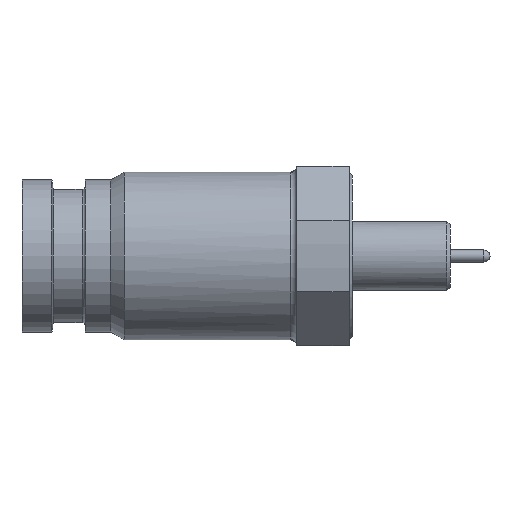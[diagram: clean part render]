
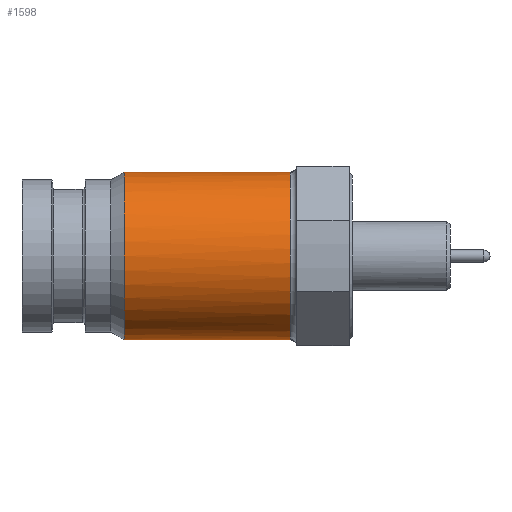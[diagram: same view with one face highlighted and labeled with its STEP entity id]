
A CAD part, front view. The second image highlights one B-rep face of the part: STEP entity #1598.
In plain terms, the highlighted cylindrical face has radius 2.65 mm (diameter 5.3 mm), a partial arc.
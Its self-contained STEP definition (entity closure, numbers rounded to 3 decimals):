
#239 = CARTESIAN_POINT ( 'NONE',  ( -1.851, -0.297, -0.199 ) ) ;
#247 = CARTESIAN_POINT ( 'NONE',  ( -1.85, 0., -5.482 ) ) ;
#290 = CARTESIAN_POINT ( 'NONE',  ( -7.087, 0., -5.482 ) ) ;
#292 = CARTESIAN_POINT ( 'NONE',  ( -7.087, 0., -0.182 ) ) ;
#321 = CARTESIAN_POINT ( 'NONE',  ( -1.851, -0.297, -5.465 ) ) ;
#330 = CARTESIAN_POINT ( 'NONE',  ( -1.85, 0., -0.182 ) ) ;
#411 = CARTESIAN_POINT ( 'NONE',  ( -1.85, 0., -5.482 ) ) ;
#412 = CARTESIAN_POINT ( 'NONE',  ( -1.85, -0.099, -5.482 ) ) ;
#413 = CARTESIAN_POINT ( 'NONE',  ( -7.087, 0., -2.832 ) ) ;
#414 = DIRECTION ( 'NONE',  ( -1., 0., 0. ) ) ;
#415 = DIRECTION ( 'NONE',  ( 0., 0., 1. ) ) ;
#416 = CARTESIAN_POINT ( 'NONE',  ( -1.851, -0.198, -5.477 ) ) ;
#417 = CARTESIAN_POINT ( 'NONE',  ( -1.851, -0.297, -5.465 ) ) ;
#418 = CARTESIAN_POINT ( 'NONE',  ( -1.851, -0.297, -0.199 ) ) ;
#419 = CARTESIAN_POINT ( 'NONE',  ( -1.851, -0.198, -0.188 ) ) ;
#420 = CARTESIAN_POINT ( 'NONE',  ( -1.851, 0., -2.832 ) ) ;
#421 = DIRECTION ( 'NONE',  ( -1., 0., 0. ) ) ;
#422 = DIRECTION ( 'NONE',  ( 0., 0., 1. ) ) ;
#423 = CARTESIAN_POINT ( 'NONE',  ( -1.85, -0.099, -0.182 ) ) ;
#424 = CARTESIAN_POINT ( 'NONE',  ( -1.85, 0., -0.182 ) ) ;
#923 = EDGE_LOOP ( 'NONE', ( #2135, #2173, #2261, #2238, #2271, #2155 ) ) ;
#1021 = DIRECTION ( 'NONE',  ( -1., 0., 0. ) ) ;
#1090 = LINE ( 'NONE', #1146, #1918 ) ;
#1122 = AXIS2_PLACEMENT_3D ( 'NONE', #420, #421, #422 ) ;
#1124 = CIRCLE ( 'NONE', #1136, 2.65 ) ;
#1127 = CIRCLE ( 'NONE', #1122, 2.65 ) ;
#1136 = AXIS2_PLACEMENT_3D ( 'NONE', #413, #414, #415 ) ;
#1142 = DIRECTION ( 'NONE',  ( -1., 0., 0. ) ) ;
#1146 = CARTESIAN_POINT ( 'NONE',  ( -5.827, 0., -0.182 ) ) ;
#1152 = LINE ( 'NONE', #1153, #1879 ) ;
#1153 = CARTESIAN_POINT ( 'NONE',  ( -5.827, 0., -5.482 ) ) ;
#1330 = DIRECTION ( 'NONE',  ( 0., 0., 1. ) ) ;
#1331 = CYLINDRICAL_SURFACE ( 'NONE', #1933, 2.65 ) ;
#1333 = CARTESIAN_POINT ( 'NONE',  ( -5.827, 0., -2.832 ) ) ;
#1334 = FACE_OUTER_BOUND ( 'NONE', #923, .T. ) ;
#1341 = DIRECTION ( 'NONE',  ( -1., 0., 0. ) ) ;
#1598 = ADVANCED_FACE ( 'NONE', ( #1334 ), #1331, .T. ) ;
#1631 = EDGE_CURVE ( 'NONE', #1988, #2076, #1152, .T. ) ;
#1633 = EDGE_CURVE ( 'NONE', #2124, #2079, #1090, .T. ) ;
#1879 = VECTOR ( 'NONE', #1142, 1000. ) ;
#1918 = VECTOR ( 'NONE', #1021, 1000. ) ;
#1933 = AXIS2_PLACEMENT_3D ( 'NONE', #1333, #1341, #1330 ) ;
#1979 = VERTEX_POINT ( 'NONE', #239 ) ;
#1988 = VERTEX_POINT ( 'NONE', #247 ) ;
#2076 = VERTEX_POINT ( 'NONE', #290 ) ;
#2079 = VERTEX_POINT ( 'NONE', #292 ) ;
#2114 = VERTEX_POINT ( 'NONE', #321 ) ;
#2124 = VERTEX_POINT ( 'NONE', #330 ) ;
#2135 = ORIENTED_EDGE ( 'NONE', *, *, #1631, .F. ) ;
#2155 = ORIENTED_EDGE ( 'NONE', *, *, #2292, .F. ) ;
#2173 = ORIENTED_EDGE ( 'NONE', *, *, #2293, .T. ) ;
#2238 = ORIENTED_EDGE ( 'NONE', *, *, #2295, .T. ) ;
#2261 = ORIENTED_EDGE ( 'NONE', *, *, #2294, .T. ) ;
#2271 = ORIENTED_EDGE ( 'NONE', *, *, #1633, .T. ) ;
#2292 = EDGE_CURVE ( 'NONE', #2076, #2079, #1124, .T. ) ;
#2293 = EDGE_CURVE ( 'NONE', #1988, #2114, #2420, .T. ) ;
#2294 = EDGE_CURVE ( 'NONE', #2114, #1979, #1127, .T. ) ;
#2295 = EDGE_CURVE ( 'NONE', #1979, #2124, #2421, .T. ) ;
#2420 = B_SPLINE_CURVE_WITH_KNOTS ( 'NONE', 3,
 ( #411, #412, #416, #417 ),
 .UNSPECIFIED., .F., .F.,
 ( 4, 4 ),
 ( 0., 0.001 ),
 .UNSPECIFIED. ) ;
#2421 = B_SPLINE_CURVE_WITH_KNOTS ( 'NONE', 3,
 ( #418, #419, #423, #424 ),
 .UNSPECIFIED., .F., .F.,
 ( 4, 4 ),
 ( 0., 0. ),
 .UNSPECIFIED. ) ;
